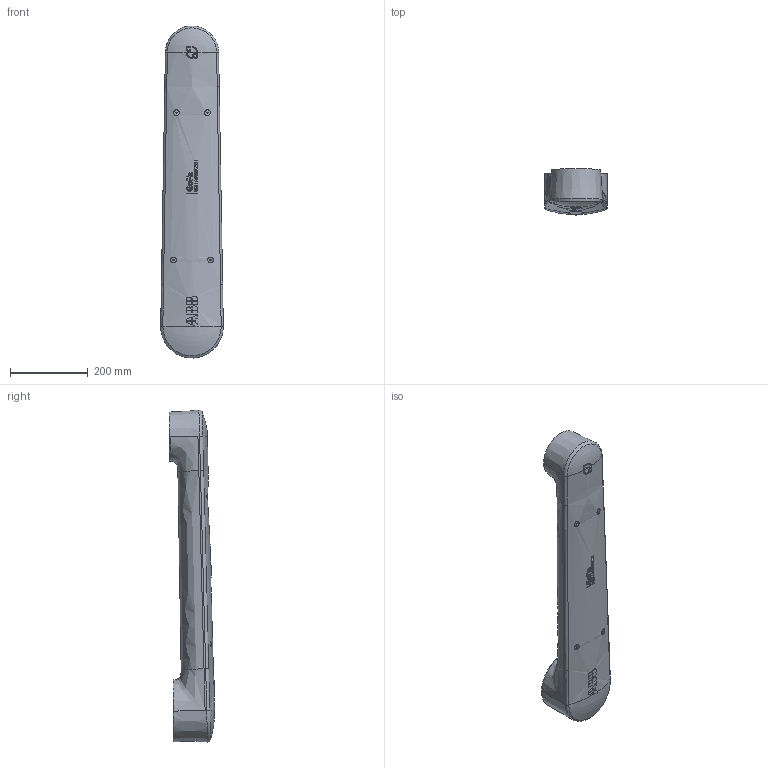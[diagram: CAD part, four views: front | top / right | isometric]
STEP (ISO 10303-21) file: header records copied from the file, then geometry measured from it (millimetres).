
FILE_DESCRIPTION (( 'STEP AP214' ), '1' );
FILE_NAME ('CRB15000_10kg-152_Omnicore_rev00_LINK02_CAD.step', '2023-07-05T08:09:26', ( '' ), ( '' ), 'SwSTEP 2.0', 'SolidWorks 2022', '' );
FILE_SCHEMA (( 'AUTOMOTIVE_DESIGN' ));
Length unit declared in the file: millimetre
Products named in the file (1): CRB15000_10kg-152_Omnicore_rev00_LINK02_CAD
Bounding box: 161.52 x 117.35 x 856.2 mm (x, y, z)
Volume: 9034462.7 mm3; surface area: 359888.5 mm2
Topology: 1 solids, 1 shells, 425 faces, 1113 edges, 730 vertices
Faces by surface type: bspline 266, plane 124, cylinder 19, cone 16
Entity records: 33435 total; most frequent: CARTESIAN_POINT 20510, ORIENTED_EDGE 2210, EDGE_CURVE 1105, DIRECTION 735, VERTEX_POINT 730, B_SPLINE_CURVE_WITH_KNOTS 724, EDGE_LOOP 473, UNCERTAINTY_MEASURE_WITH_UNIT 428
